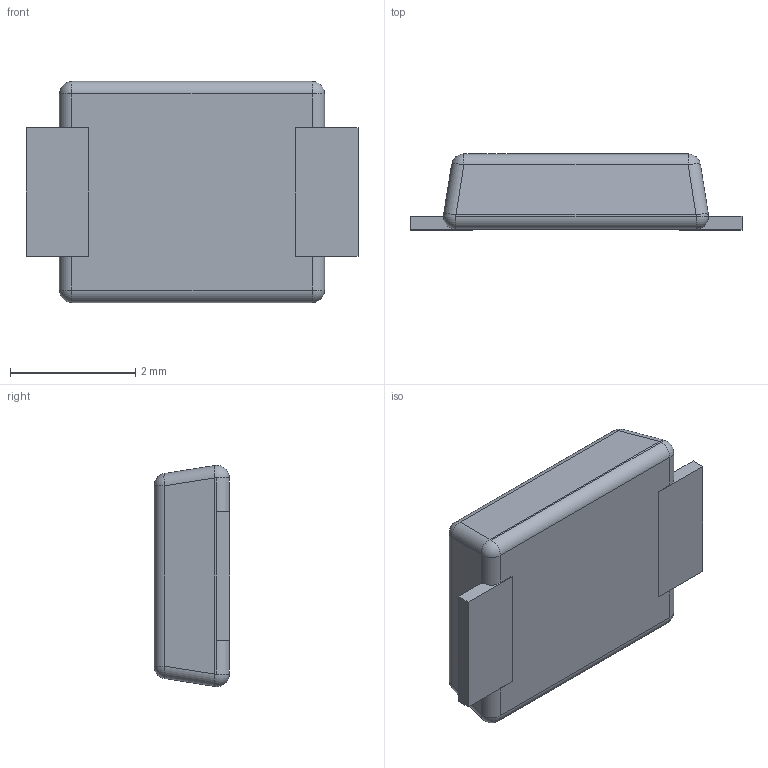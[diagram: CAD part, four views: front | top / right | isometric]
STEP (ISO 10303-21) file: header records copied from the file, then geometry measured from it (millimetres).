
FILE_DESCRIPTION (( 'STEP AP214' ), '1' );
FILE_NAME ('SMBF.STEP', '2019-08-21T06:00:20', ( '' ), ( '' ), 'SwSTEP 2.0', 'SolidWorks 2017', '' );
FILE_SCHEMA (( 'AUTOMOTIVE_DESIGN' ));
Length unit declared in the file: millimetre
Products named in the file (1): SMBF
Bounding box: 5.3 x 1.21 x 3.53 mm (x, y, z)
Volume: 17.1 mm3; surface area: 48.5 mm2
Topology: 1 solids, 1 shells, 58 faces, 140 edges, 76 vertices
Faces by surface type: plane 30, cylinder 18, sphere 10
Entity records: 2262 total; most frequent: DIRECTION 292, CARTESIAN_POINT 267, ORIENTED_EDGE 264, EDGE_CURVE 132, AXIS2_PLACEMENT_3D 101, LINE 90, VECTOR 90, VERTEX_POINT 76
